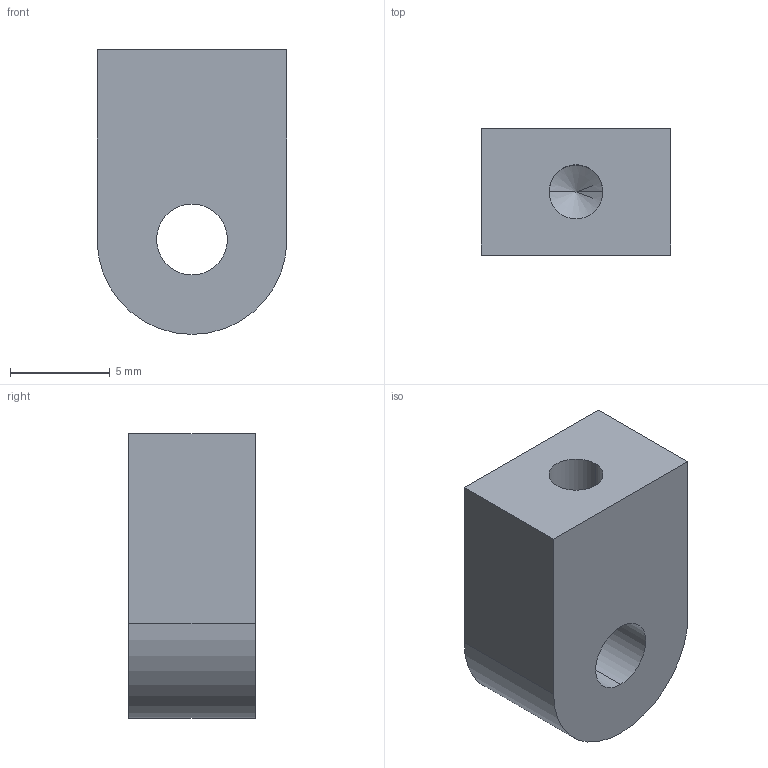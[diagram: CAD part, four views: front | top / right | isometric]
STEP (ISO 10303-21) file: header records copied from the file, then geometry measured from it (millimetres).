
FILE_DESCRIPTION (( 'STEP AP203' ), '1' );
FILE_NAME ('585403.STEP', '2014-07-14T20:50:24', ( 'Kyle' ), ( 'Microsoft' ), 'SwSTEP 2.0', 'SolidWorks 2014', '' );
FILE_SCHEMA (( 'CONFIG_CONTROL_DESIGN' ));
Length unit declared in the file: inch
Products named in the file (1): 585403
Bounding box: 9.53 x 6.35 x 14.29 mm (x, y, z)
Volume: 701.2 mm3; surface area: 635.2 mm2
Topology: 1 solids, 1 shells, 13 faces, 31 edges, 19 vertices
Faces by surface type: cylinder 6, plane 5, cone 2
Entity records: 450 total; most frequent: DIRECTION 69, CARTESIAN_POINT 62, ORIENTED_EDGE 58, EDGE_CURVE 29, AXIS2_PLACEMENT_3D 26, VERTEX_POINT 19, VECTOR 17, LINE 17
